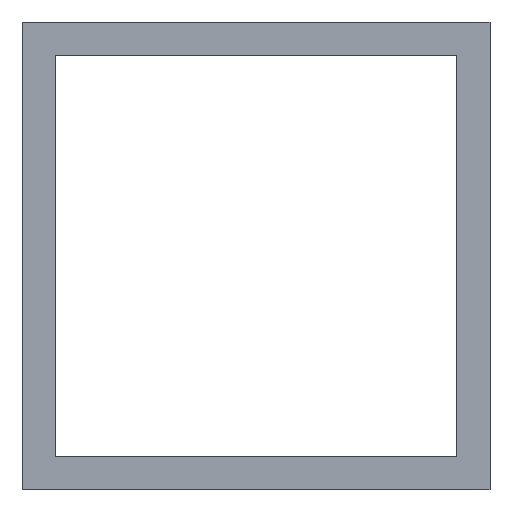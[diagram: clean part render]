
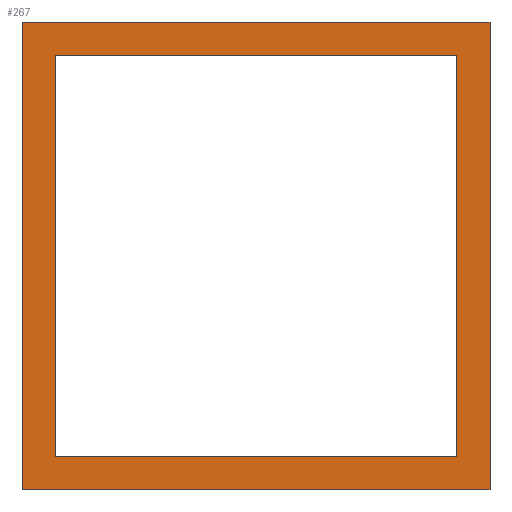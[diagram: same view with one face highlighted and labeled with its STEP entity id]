
A CAD part, front view. The second image highlights one B-rep face of the part: STEP entity #267.
In plain terms, the highlighted planar face has unit normal (0, -1, 0).
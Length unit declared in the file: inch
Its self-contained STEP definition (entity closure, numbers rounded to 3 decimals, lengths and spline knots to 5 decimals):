
#15=LINE('',#411,#39);
#19=LINE('',#419,#43);
#22=LINE('',#425,#46);
#23=LINE('',#426,#47);
#24=LINE('',#429,#48);
#25=LINE('',#431,#49);
#26=LINE('',#433,#50);
#27=LINE('',#434,#51);
#39=VECTOR('',#345,39.37008);
#43=VECTOR('',#351,39.37008);
#46=VECTOR('',#356,39.37008);
#47=VECTOR('',#357,39.37008);
#48=VECTOR('',#358,39.37008);
#49=VECTOR('',#359,39.37008);
#50=VECTOR('',#360,39.37008);
#51=VECTOR('',#361,39.37008);
#65=PLANE('',#309);
#79=FACE_BOUND('',#114,.T.);
#93=FACE_OUTER_BOUND('',#113,.T.);
#113=EDGE_LOOP('',(#211,#212,#213,#214));
#114=EDGE_LOOP('',(#215,#216,#217,#218));
#145=VERTEX_POINT('',#409);
#146=VERTEX_POINT('',#410);
#149=VERTEX_POINT('',#418);
#151=VERTEX_POINT('',#424);
#152=VERTEX_POINT('',#427);
#153=VERTEX_POINT('',#428);
#154=VERTEX_POINT('',#430);
#155=VERTEX_POINT('',#432);
#169=EDGE_CURVE('',#145,#146,#15,.T.);
#173=EDGE_CURVE('',#146,#149,#19,.T.);
#176=EDGE_CURVE('',#151,#149,#22,.T.);
#177=EDGE_CURVE('',#145,#151,#23,.T.);
#178=EDGE_CURVE('',#152,#153,#24,.T.);
#179=EDGE_CURVE('',#153,#154,#25,.T.);
#180=EDGE_CURVE('',#154,#155,#26,.T.);
#181=EDGE_CURVE('',#155,#152,#27,.T.);
#211=ORIENTED_EDGE('',*,*,#176,.T.);
#212=ORIENTED_EDGE('',*,*,#173,.F.);
#213=ORIENTED_EDGE('',*,*,#169,.F.);
#214=ORIENTED_EDGE('',*,*,#177,.T.);
#215=ORIENTED_EDGE('',*,*,#178,.T.);
#216=ORIENTED_EDGE('',*,*,#179,.T.);
#217=ORIENTED_EDGE('',*,*,#180,.T.);
#218=ORIENTED_EDGE('',*,*,#181,.T.);
#267=ADVANCED_FACE('',(#93,#79),#65,.T.);
#309=AXIS2_PLACEMENT_3D('',#423,#354,#355);
#345=DIRECTION('',(-1.,0.,0.));
#351=DIRECTION('',(0.,0.,1.));
#354=DIRECTION('center_axis',(0.,-1.,0.));
#355=DIRECTION('ref_axis',(0.,0.,-1.));
#356=DIRECTION('',(-1.,0.,0.));
#357=DIRECTION('',(0.,0.,1.));
#358=DIRECTION('',(-1.,0.,0.));
#359=DIRECTION('',(0.,0.,1.));
#360=DIRECTION('',(1.,0.,0.));
#361=DIRECTION('',(0.,0.,-1.));
#409=CARTESIAN_POINT('',(-6.10479,-66.,0.));
#410=CARTESIAN_POINT('',(-7.85479,-66.,0.));
#411=CARTESIAN_POINT('',(-6.97979,-66.,0.));
#418=CARTESIAN_POINT('',(-7.85479,-66.,1.75));
#419=CARTESIAN_POINT('',(-7.85479,-66.,0.875));
#423=CARTESIAN_POINT('Origin',(-6.97979,-66.,0.875));
#424=CARTESIAN_POINT('',(-6.10479,-66.,1.75));
#425=CARTESIAN_POINT('',(-6.97979,-66.,1.75));
#426=CARTESIAN_POINT('',(-6.10479,-66.,0.875));
#427=CARTESIAN_POINT('',(-6.22979,-66.,0.125));
#428=CARTESIAN_POINT('',(-7.72979,-66.,0.125));
#429=CARTESIAN_POINT('',(-6.97979,-66.,0.125));
#430=CARTESIAN_POINT('',(-7.72979,-66.,1.625));
#431=CARTESIAN_POINT('',(-7.72979,-66.,0.875));
#432=CARTESIAN_POINT('',(-6.22979,-66.,1.625));
#433=CARTESIAN_POINT('',(-6.97979,-66.,1.625));
#434=CARTESIAN_POINT('',(-6.22979,-66.,0.875));
